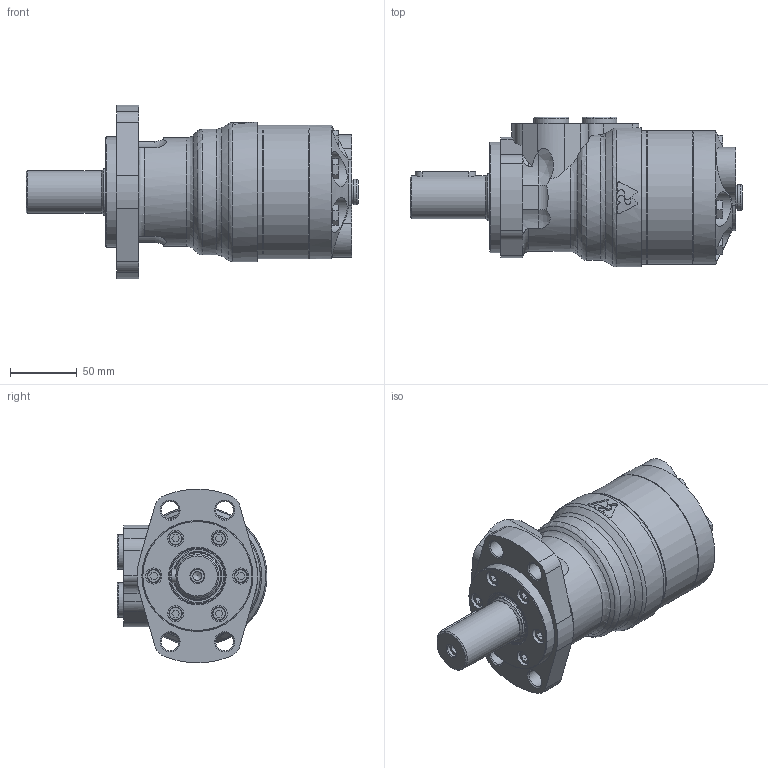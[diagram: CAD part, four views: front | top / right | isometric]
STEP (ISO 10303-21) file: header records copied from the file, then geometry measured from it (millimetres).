
FILE_DESCRIPTION( ( 'STEP AP214' ), '1' );
FILE_NAME( 'MRFE200CBP.stp', '2020-09-16T09:40:51', ( 'License CC BY-ND 4.0' ), ( 'CADENAS' ), ' ', 'PARTsolutions', ' ' );
FILE_SCHEMA( ( 'AUTOMOTIVE_DESIGN { 1 0 10303 214 1 1 1 1 }' ) );
Length unit declared in the file: millimetre
Products named in the file (7): MRFE200CBP; _MRFEB; _MPCBSH; _MPBMF; _MRVP; _MR200D; _MREF
Assembly tree (6 placements, depth 2):
  MRFE200CBP
    _MRFEB
    _MPCBSH
    _MPBMF
    _MRVP
    _MR200D
    _MREF
Bounding box: 248.1 x 112 x 129.6 mm (x, y, z)
Volume: 1359689.6 mm3; surface area: 164803.1 mm2
Topology: 6 solids, 6 shells, 413 faces, 931 edges, 579 vertices
Faces by surface type: plane 211, cylinder 111, cone 67, torus 20, bspline 4
Full cylindrical faces by diameter (mm): 2 x2, 6.647 x5, 10 x7, 11.9 x5, 12 x8, 13 x5, 13.35 x4, 15.5 x5, 18 x1, 18.631 x2, 19 x1, 26 x2, 32 x1, 35 x1, 35.7 x1, 39.6 x1, 42 x1, 82.3 x1, 82.5 x1, 82.55 x1, 100 x3, 104 x1
Entity records: 15964 total; most frequent: CARTESIAN_POINT 3866, DIRECTION 1810, ORIENTED_EDGE 1612, EDGE_CURVE 806, AXIS2_PLACEMENT_3D 736, EDGE_LOOP 579, VERTEX_POINT 570, FACE_OUTER_BOUND 485
